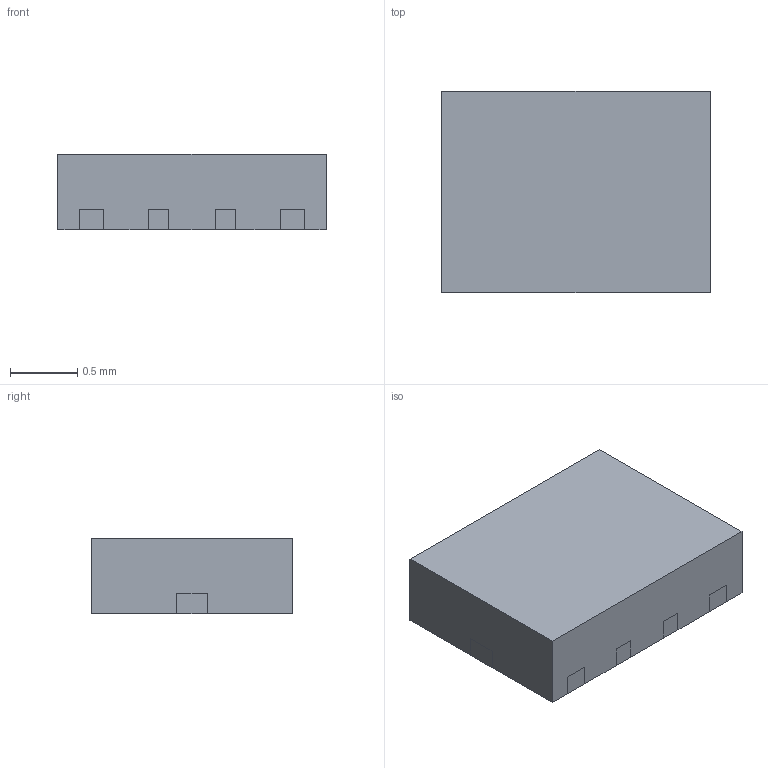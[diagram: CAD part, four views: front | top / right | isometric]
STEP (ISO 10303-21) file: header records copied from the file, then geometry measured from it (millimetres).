
FILE_DESCRIPTION(/* description */ ('Unknown'),/* implementation_level */ '2;1');
FILE_NAME(/* name */ 'QFN2015A-10_STP',/* time_stamp */ '2020-11-17T15:37:16+08:00',/* author */ ('Unknown'),/* organization */ ('Unknown'),/* preprocessor_version */ 'ST-DEVELOPER v16.7',/* originating_system */ 'DEX',/* authorisation */ $);
FILE_SCHEMA (('AUTOMOTIVE_DESIGN {1 0 10303 214 3 1 1}'));
Length unit declared in the file: millimetre
Products named in the file (3): QFN2015A-10 3D; CPD; LDF
Assembly tree (2 placements, depth 2):
  QFN2015A-10 3D
    CPD
    LDF
Bounding box: 2 x 1.5 x 0.56 mm (x, y, z)
Volume: 1.7 mm3; surface area: 17.4 mm2
Topology: 11 solids, 11 shells, 236 faces, 642 edges, 428 vertices
Faces by surface type: plane 234, cylinder 2
Entity records: 8217 total; most frequent: CARTESIAN_POINT 1309, ORIENTED_EDGE 1284, DIRECTION 1124, EDGE_CURVE 642, LINE 638, VECTOR 638, VERTEX_POINT 428, AXIS2_PLACEMENT_3D 243
